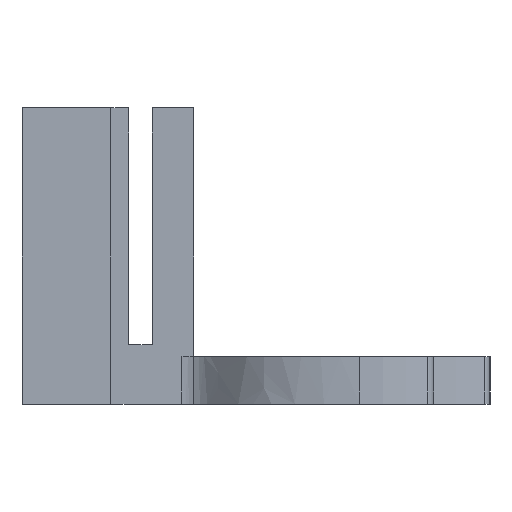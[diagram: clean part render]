
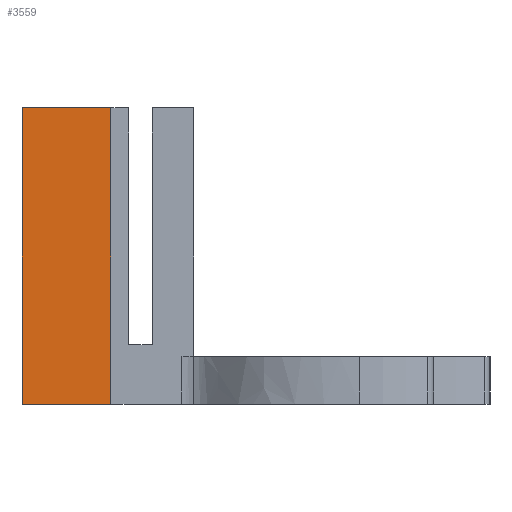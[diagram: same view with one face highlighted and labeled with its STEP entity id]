
A CAD part, front view. The second image highlights one B-rep face of the part: STEP entity #3559.
In plain terms, the highlighted planar face has unit normal (0, -1, 0).
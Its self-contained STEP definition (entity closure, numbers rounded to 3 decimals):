
#2373 = PLANE('',#2374);
#2374 = AXIS2_PLACEMENT_3D('',#2375,#2376,#2377);
#2375 = CARTESIAN_POINT('',(9.675,0.,25.));
#2376 = DIRECTION('',(0.,0.,1.));
#2377 = DIRECTION('',(1.,0.,0.));
#2427 = PLANE('',#2428);
#2428 = AXIS2_PLACEMENT_3D('',#2429,#2430,#2431);
#2429 = CARTESIAN_POINT('',(9.675,0.,0.));
#2430 = DIRECTION('',(0.,0.,1.));
#2431 = DIRECTION('',(1.,0.,0.));
#2733 = VERTEX_POINT('',#2734);
#2734 = CARTESIAN_POINT('',(0.,-7.5,0.)
  );
#2748 = PLANE('',#2749);
#2749 = AXIS2_PLACEMENT_3D('',#2750,#2751,#2752);
#2750 = CARTESIAN_POINT('',(0.,7.5,0.));
#2751 = DIRECTION('',(1.,0.,0.));
#2752 = DIRECTION('',(0.,-1.,0.));
#2760 = EDGE_CURVE('',#2733,#2761,#2763,.T.);
#2761 = VERTEX_POINT('',#2762);
#2762 = CARTESIAN_POINT('',(7.5,-7.5,0.));
#2763 = SURFACE_CURVE('',#2764,(#2768,#2775),.PCURVE_S1.);
#2764 = LINE('',#2765,#2766);
#2765 = CARTESIAN_POINT('',(0.,-7.5,0.));
#2766 = VECTOR('',#2767,1.);
#2767 = DIRECTION('',(1.,0.,0.));
#2768 = PCURVE('',#2427,#2769);
#2769 = DEFINITIONAL_REPRESENTATION('',(#2770),#2774);
#2770 = LINE('',#2771,#2772);
#2771 = CARTESIAN_POINT('',(-9.675,-7.5));
#2772 = VECTOR('',#2773,1.);
#2773 = DIRECTION('',(1.,0.));
#2774 = ( GEOMETRIC_REPRESENTATION_CONTEXT(2) 
PARAMETRIC_REPRESENTATION_CONTEXT() REPRESENTATION_CONTEXT('2D SPACE',''
  ) );
#2775 = PCURVE('',#2776,#2781);
#2776 = PLANE('',#2777);
#2777 = AXIS2_PLACEMENT_3D('',#2778,#2779,#2780);
#2778 = CARTESIAN_POINT('',(0.,-7.5,0.));
#2779 = DIRECTION('',(0.,1.,0.));
#2780 = DIRECTION('',(1.,0.,0.));
#2781 = DEFINITIONAL_REPRESENTATION('',(#2782),#2786);
#2782 = LINE('',#2783,#2784);
#2783 = CARTESIAN_POINT('',(0.,0.));
#2784 = VECTOR('',#2785,1.);
#2785 = DIRECTION('',(1.,0.));
#2786 = ( GEOMETRIC_REPRESENTATION_CONTEXT(2) 
PARAMETRIC_REPRESENTATION_CONTEXT() REPRESENTATION_CONTEXT('2D SPACE',''
  ) );
#2804 = PLANE('',#2805);
#2805 = AXIS2_PLACEMENT_3D('',#2806,#2807,#2808);
#2806 = CARTESIAN_POINT('',(7.5,-7.5,0.));
#2807 = DIRECTION('',(1.,0.,0.));
#2808 = DIRECTION('',(0.,-1.,0.));
#3066 = VERTEX_POINT('',#3067);
#3067 = CARTESIAN_POINT('',(0.,-7.5,25.));
#3088 = EDGE_CURVE('',#3066,#3089,#3091,.T.);
#3089 = VERTEX_POINT('',#3090);
#3090 = CARTESIAN_POINT('',(7.5,-7.5,25.));
#3091 = SURFACE_CURVE('',#3092,(#3096,#3103),.PCURVE_S1.);
#3092 = LINE('',#3093,#3094);
#3093 = CARTESIAN_POINT('',(0.,-7.5,25.));
#3094 = VECTOR('',#3095,1.);
#3095 = DIRECTION('',(1.,0.,0.));
#3096 = PCURVE('',#2373,#3097);
#3097 = DEFINITIONAL_REPRESENTATION('',(#3098),#3102);
#3098 = LINE('',#3099,#3100);
#3099 = CARTESIAN_POINT('',(-9.675,-7.5));
#3100 = VECTOR('',#3101,1.);
#3101 = DIRECTION('',(1.,0.));
#3102 = ( GEOMETRIC_REPRESENTATION_CONTEXT(2) 
PARAMETRIC_REPRESENTATION_CONTEXT() REPRESENTATION_CONTEXT('2D SPACE',''
  ) );
#3103 = PCURVE('',#2776,#3104);
#3104 = DEFINITIONAL_REPRESENTATION('',(#3105),#3109);
#3105 = LINE('',#3106,#3107);
#3106 = CARTESIAN_POINT('',(0.,-25.));
#3107 = VECTOR('',#3108,1.);
#3108 = DIRECTION('',(1.,0.));
#3109 = ( GEOMETRIC_REPRESENTATION_CONTEXT(2) 
PARAMETRIC_REPRESENTATION_CONTEXT() REPRESENTATION_CONTEXT('2D SPACE',''
  ) );
#3536 = EDGE_CURVE('',#2761,#3089,#3537,.T.);
#3537 = SURFACE_CURVE('',#3538,(#3542,#3549),.PCURVE_S1.);
#3538 = LINE('',#3539,#3540);
#3539 = CARTESIAN_POINT('',(7.5,-7.5,0.));
#3540 = VECTOR('',#3541,1.);
#3541 = DIRECTION('',(0.,0.,1.));
#3542 = PCURVE('',#2804,#3543);
#3543 = DEFINITIONAL_REPRESENTATION('',(#3544),#3548);
#3544 = LINE('',#3545,#3546);
#3545 = CARTESIAN_POINT('',(0.,0.));
#3546 = VECTOR('',#3547,1.);
#3547 = DIRECTION('',(0.,-1.));
#3548 = ( GEOMETRIC_REPRESENTATION_CONTEXT(2) 
PARAMETRIC_REPRESENTATION_CONTEXT() REPRESENTATION_CONTEXT('2D SPACE',''
  ) );
#3549 = PCURVE('',#2776,#3550);
#3550 = DEFINITIONAL_REPRESENTATION('',(#3551),#3555);
#3551 = LINE('',#3552,#3553);
#3552 = CARTESIAN_POINT('',(7.5,0.));
#3553 = VECTOR('',#3554,1.);
#3554 = DIRECTION('',(0.,-1.));
#3555 = ( GEOMETRIC_REPRESENTATION_CONTEXT(2) 
PARAMETRIC_REPRESENTATION_CONTEXT() REPRESENTATION_CONTEXT('2D SPACE',''
  ) );
#3559 = ADVANCED_FACE('',(#3560),#2776,.F.);
#3560 = FACE_BOUND('',#3561,.F.);
#3561 = EDGE_LOOP('',(#3562,#3583,#3584,#3585));
#3562 = ORIENTED_EDGE('',*,*,#3563,.T.);
#3563 = EDGE_CURVE('',#2733,#3066,#3564,.T.);
#3564 = SURFACE_CURVE('',#3565,(#3569,#3576),.PCURVE_S1.);
#3565 = LINE('',#3566,#3567);
#3566 = CARTESIAN_POINT('',(0.,-7.5,0.));
#3567 = VECTOR('',#3568,1.);
#3568 = DIRECTION('',(0.,0.,1.));
#3569 = PCURVE('',#2776,#3570);
#3570 = DEFINITIONAL_REPRESENTATION('',(#3571),#3575);
#3571 = LINE('',#3572,#3573);
#3572 = CARTESIAN_POINT('',(0.,0.));
#3573 = VECTOR('',#3574,1.);
#3574 = DIRECTION('',(0.,-1.));
#3575 = ( GEOMETRIC_REPRESENTATION_CONTEXT(2) 
PARAMETRIC_REPRESENTATION_CONTEXT() REPRESENTATION_CONTEXT('2D SPACE',''
  ) );
#3576 = PCURVE('',#2748,#3577);
#3577 = DEFINITIONAL_REPRESENTATION('',(#3578),#3582);
#3578 = LINE('',#3579,#3580);
#3579 = CARTESIAN_POINT('',(15.,0.));
#3580 = VECTOR('',#3581,1.);
#3581 = DIRECTION('',(0.,-1.));
#3582 = ( GEOMETRIC_REPRESENTATION_CONTEXT(2) 
PARAMETRIC_REPRESENTATION_CONTEXT() REPRESENTATION_CONTEXT('2D SPACE',''
  ) );
#3583 = ORIENTED_EDGE('',*,*,#3088,.T.);
#3584 = ORIENTED_EDGE('',*,*,#3536,.F.);
#3585 = ORIENTED_EDGE('',*,*,#2760,.F.);
